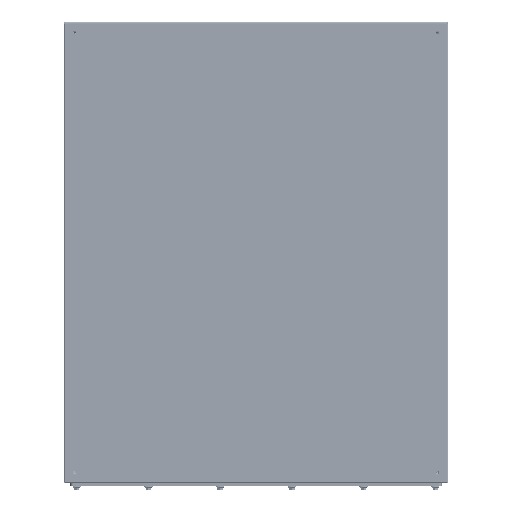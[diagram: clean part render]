
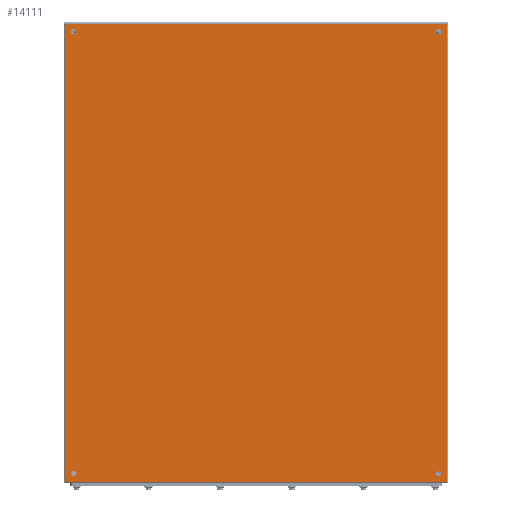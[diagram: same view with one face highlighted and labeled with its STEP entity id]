
A CAD part, top view. The second image highlights one B-rep face of the part: STEP entity #14111.
In plain terms, the highlighted planar face has unit normal (0, 0, 1).
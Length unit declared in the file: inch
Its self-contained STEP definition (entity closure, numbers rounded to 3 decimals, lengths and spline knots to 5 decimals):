
#4026 = EDGE_LOOP ( 'NONE', ( #65456, #98834, #50072, #92974 ) ) ;
#4209 = DIRECTION ( 'NONE',  ( 1., 0., 0. ) ) ;
#7358 = CARTESIAN_POINT ( 'NONE',  ( -10.00413, 35.75412, 6.9175 ) ) ;
#9932 = FACE_OUTER_BOUND ( 'NONE', #4026, .T. ) ;
#10172 = VERTEX_POINT ( 'NONE', #7358 ) ;
#11529 = FACE_BOUND ( 'NONE', #93721, .T. ) ;
#12141 = CARTESIAN_POINT ( 'NONE',  ( 19.125, 0.625, 6.9175 ) ) ;
#14111 = ADVANCED_FACE ( 'NONE', ( #11529, #135924, #83605, #123347, #9932 ), #110861, .F. ) ;
#16392 = CIRCLE ( 'NONE', #98250, 0.21875 ) ;
#18550 = DIRECTION ( 'NONE',  ( -1., 0., 0. ) ) ;
#20741 = LINE ( 'NONE', #71259, #87349 ) ;
#21499 = VERTEX_POINT ( 'NONE', #88800 ) ;
#21542 = AXIS2_PLACEMENT_3D ( 'NONE', #105451, #92997, #18550 ) ;
#24563 = DIRECTION ( 'NONE',  ( -1., 0., 0. ) ) ;
#26094 = CARTESIAN_POINT ( 'NONE',  ( -9.375, 0.625, 6.9175 ) ) ;
#31678 = ORIENTED_EDGE ( 'NONE', *, *, #96778, .T. ) ;
#33632 = ORIENTED_EDGE ( 'NONE', *, *, #64613, .T. ) ;
#37852 = VECTOR ( 'NONE', #127737, 39.37008 ) ;
#38197 = CARTESIAN_POINT ( 'NONE',  ( -9.59375, 0.625, 6.9175 ) ) ;
#39408 = CARTESIAN_POINT ( 'NONE',  ( -9.59375, 35.125, 6.9175 ) ) ;
#44315 = EDGE_LOOP ( 'NONE', ( #76354 ) ) ;
#44683 = VERTEX_POINT ( 'NONE', #126522 ) ;
#45945 = CIRCLE ( 'NONE', #72426, 0.21875 ) ;
#46395 = DIRECTION ( 'NONE',  ( -1., 0., 0. ) ) ;
#48832 = DIRECTION ( 'NONE',  ( 0., 0., -1. ) ) ;
#50072 = ORIENTED_EDGE ( 'NONE', *, *, #141153, .F. ) ;
#50969 = DIRECTION ( 'NONE',  ( 0., 0., -1. ) ) ;
#60832 = EDGE_LOOP ( 'NONE', ( #33632 ) ) ;
#61801 = AXIS2_PLACEMENT_3D ( 'NONE', #121712, #48832, #149907 ) ;
#63457 = VERTEX_POINT ( 'NONE', #78238 ) ;
#64613 = EDGE_CURVE ( 'NONE', #82287, #82287, #45945, .T. ) ;
#65456 = ORIENTED_EDGE ( 'NONE', *, *, #83782, .F. ) ;
#66543 = CIRCLE ( 'NONE', #21542, 0.21875 ) ;
#67253 = VECTOR ( 'NONE', #125059, 39.37008 ) ;
#71259 = CARTESIAN_POINT ( 'NONE',  ( 4.875, -0.00412, 6.9175 ) ) ;
#72090 = LINE ( 'NONE', #152442, #67253 ) ;
#72426 = AXIS2_PLACEMENT_3D ( 'NONE', #12141, #116401, #24563 ) ;
#76354 = ORIENTED_EDGE ( 'NONE', *, *, #124239, .T. ) ;
#77142 = LINE ( 'NONE', #128572, #37852 ) ;
#78238 = CARTESIAN_POINT ( 'NONE',  ( 18.90625, 35.125, 6.9175 ) ) ;
#79508 = LINE ( 'NONE', #155061, #91173 ) ;
#82287 = VERTEX_POINT ( 'NONE', #83103 ) ;
#83103 = CARTESIAN_POINT ( 'NONE',  ( 18.90625, 0.625, 6.9175 ) ) ;
#83605 = FACE_BOUND ( 'NONE', #44315, .T. ) ;
#83782 = EDGE_CURVE ( 'NONE', #44683, #21499, #72090, .T. ) ;
#84770 = CARTESIAN_POINT ( 'NONE',  ( 19.125, 35.125, 6.9175 ) ) ;
#87349 = VECTOR ( 'NONE', #46395, 39.37008 ) ;
#88800 = CARTESIAN_POINT ( 'NONE',  ( 19.75413, -0.00412, 6.9175 ) ) ;
#91173 = VECTOR ( 'NONE', #4209, 39.37008 ) ;
#92974 = ORIENTED_EDGE ( 'NONE', *, *, #163598, .F. ) ;
#92997 = DIRECTION ( 'NONE',  ( 0., 0., -1. ) ) ;
#93721 = EDGE_LOOP ( 'NONE', ( #31678 ) ) ;
#96778 = EDGE_CURVE ( 'NONE', #125553, #125553, #66543, .T. ) ;
#97166 = DIRECTION ( 'NONE',  ( 0., 0., -1. ) ) ;
#98250 = AXIS2_PLACEMENT_3D ( 'NONE', #84770, #97166, #159434 ) ;
#98834 = ORIENTED_EDGE ( 'NONE', *, *, #117137, .F. ) ;
#100919 = CARTESIAN_POINT ( 'NONE',  ( -10.00412, -0.00413, 6.9175 ) ) ;
#105451 = CARTESIAN_POINT ( 'NONE',  ( -9.375, 35.125, 6.9175 ) ) ;
#110861 = PLANE ( 'NONE',  #61801 ) ;
#116401 = DIRECTION ( 'NONE',  ( 0., 0., -1. ) ) ;
#117137 = EDGE_CURVE ( 'NONE', #10172, #44683, #79508, .T. ) ;
#121712 = CARTESIAN_POINT ( 'NONE',  ( 4.875, 17.875, 6.9175 ) ) ;
#123347 = FACE_BOUND ( 'NONE', #60832, .T. ) ;
#124239 = EDGE_CURVE ( 'NONE', #150061, #150061, #152756, .T. ) ;
#125059 = DIRECTION ( 'NONE',  ( 0., -1., 0. ) ) ;
#125553 = VERTEX_POINT ( 'NONE', #39408 ) ;
#126522 = CARTESIAN_POINT ( 'NONE',  ( 19.75412, 35.75413, 6.9175 ) ) ;
#127737 = DIRECTION ( 'NONE',  ( 0., 1., 0. ) ) ;
#128572 = CARTESIAN_POINT ( 'NONE',  ( -10.00412, 17.875, 6.9175 ) ) ;
#135924 = FACE_BOUND ( 'NONE', #149290, .T. ) ;
#138056 = EDGE_CURVE ( 'NONE', #63457, #63457, #16392, .T. ) ;
#141153 = EDGE_CURVE ( 'NONE', #148083, #10172, #77142, .T. ) ;
#147561 = AXIS2_PLACEMENT_3D ( 'NONE', #26094, #50969, #152874 ) ;
#148083 = VERTEX_POINT ( 'NONE', #100919 ) ;
#149290 = EDGE_LOOP ( 'NONE', ( #157978 ) ) ;
#149907 = DIRECTION ( 'NONE',  ( -1., 0., 0. ) ) ;
#150061 = VERTEX_POINT ( 'NONE', #38197 ) ;
#152442 = CARTESIAN_POINT ( 'NONE',  ( 19.75413, 17.875, 6.9175 ) ) ;
#152756 = CIRCLE ( 'NONE', #147561, 0.21875 ) ;
#152874 = DIRECTION ( 'NONE',  ( -1., 0., 0. ) ) ;
#155061 = CARTESIAN_POINT ( 'NONE',  ( 4.875, 35.75413, 6.9175 ) ) ;
#157978 = ORIENTED_EDGE ( 'NONE', *, *, #138056, .T. ) ;
#159434 = DIRECTION ( 'NONE',  ( -1., 0., 0. ) ) ;
#163598 = EDGE_CURVE ( 'NONE', #21499, #148083, #20741, .T. ) ;
